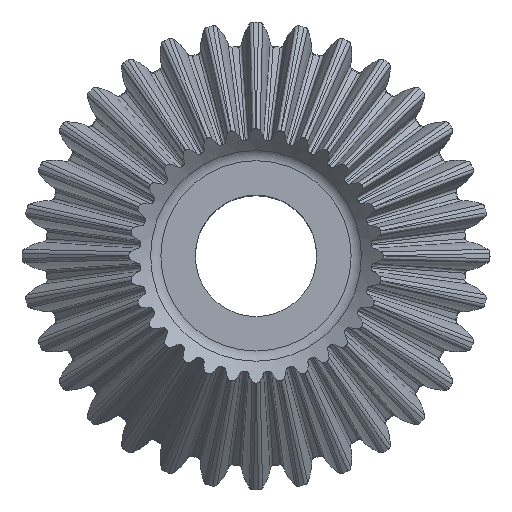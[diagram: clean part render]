
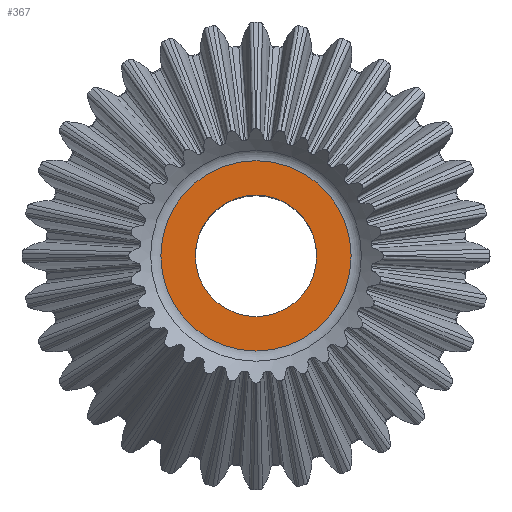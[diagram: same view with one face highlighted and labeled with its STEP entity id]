
A CAD part, top view. The second image highlights one B-rep face of the part: STEP entity #367.
In plain terms, the highlighted planar face has unit normal (0, 0, 1).
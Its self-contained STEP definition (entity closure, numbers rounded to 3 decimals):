
#367 = ADVANCED_FACE( '', ( #972, #973 ), #974, .F. );
#972 = FACE_OUTER_BOUND( '', #6113, .T. );
#973 = FACE_BOUND( '', #6114, .T. );
#974 = PLANE( '', #6115 );
#6113 = EDGE_LOOP( '', ( #8197 ) );
#6114 = EDGE_LOOP( '', ( #8198 ) );
#6115 = AXIS2_PLACEMENT_3D( '', #8199, #8200, #8201 );
#8197 = ORIENTED_EDGE( '', *, *, #9035, .T. );
#8198 = ORIENTED_EDGE( '', *, *, #9094, .T. );
#8199 = CARTESIAN_POINT( '', ( 0., 0., 6.137 ) );
#8200 = DIRECTION( '', ( 0., 0., -1. ) );
#8201 = DIRECTION( '', ( 0., -1., 0. ) );
#9035 = EDGE_CURVE( '', #10479, #10479, #10480, .F. );
#9094 = EDGE_CURVE( '', #10559, #10559, #10560, .T. );
#10479 = VERTEX_POINT( '', #20108 );
#10480 = CIRCLE( '', #20109, 6.58 );
#10559 = VERTEX_POINT( '', #20680 );
#10560 = CIRCLE( '', #20681, 4.2 );
#20108 = CARTESIAN_POINT( '', ( 0., 6.58, 6.137 ) );
#20109 = AXIS2_PLACEMENT_3D( '', #21341, #21342, #21343 );
#20680 = CARTESIAN_POINT( '', ( 4.2, 0., 6.137 ) );
#20681 = AXIS2_PLACEMENT_3D( '', #21392, #21393, #21394 );
#21341 = CARTESIAN_POINT( '', ( 0., 0., 6.137 ) );
#21342 = DIRECTION( '', ( 0., 0., -1. ) );
#21343 = DIRECTION( '', ( 0., 1., 0. ) );
#21392 = CARTESIAN_POINT( '', ( 0., 0., 6.137 ) );
#21393 = DIRECTION( '', ( 0., 0., -1. ) );
#21394 = DIRECTION( '', ( 1., 0., 0. ) );
